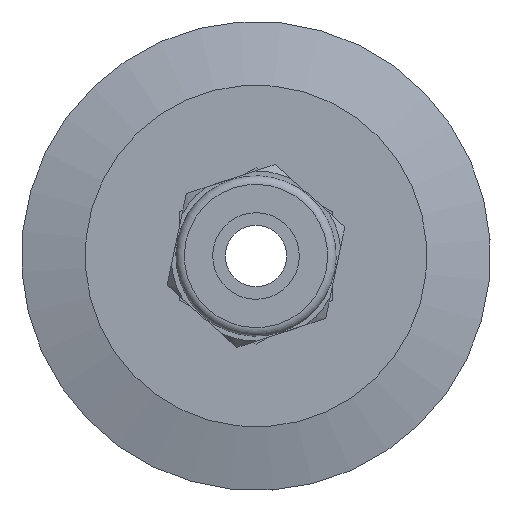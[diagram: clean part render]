
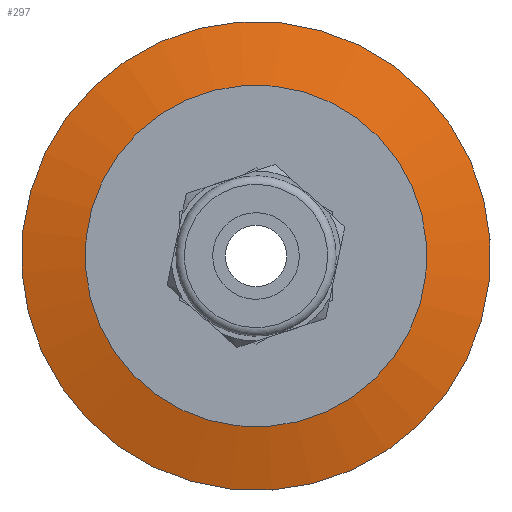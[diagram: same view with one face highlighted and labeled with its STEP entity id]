
A CAD part, left-side view. The second image highlights one B-rep face of the part: STEP entity #297.
In plain terms, the highlighted conical face has half-angle 75 degrees and reference radius 27.5 mm.
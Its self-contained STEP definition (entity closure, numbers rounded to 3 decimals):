
#297 = ADVANCED_FACE ( 'NONE', ( #6422, #8509 ), #5545, .T. ) ;
#1120 = CARTESIAN_POINT ( 'NONE',  ( -8.2, -13.902, -14.428 ) ) ;
#1486 = DIRECTION ( 'NONE',  ( 0., -0.694, -0.72 ) ) ;
#1660 = VERTEX_POINT ( 'NONE', #3203 ) ;
#2218 = CARTESIAN_POINT ( 'NONE',  ( -6.2, 0., 0. ) ) ;
#2417 = DIRECTION ( 'NONE',  ( 1., 0., 0. ) ) ;
#2859 = VERTEX_POINT ( 'NONE', #1120 ) ;
#3046 = EDGE_LOOP ( 'NONE', ( #6410 ) ) ;
#3203 = CARTESIAN_POINT ( 'NONE',  ( -6.2, -19.081, -19.804 ) ) ;
#3380 = AXIS2_PLACEMENT_3D ( 'NONE', #8233, #9009, #3980 ) ;
#3980 = DIRECTION ( 'NONE',  ( 0., -0.694, -0.72 ) ) ;
#4880 = ORIENTED_EDGE ( 'NONE', *, *, #5067, .T. ) ;
#5067 = EDGE_CURVE ( 'NONE', #2859, #2859, #7280, .T. ) ;
#5545 = CONICAL_SURFACE ( 'NONE', #7048, 27.5, 1.309 ) ;
#5910 = CARTESIAN_POINT ( 'NONE',  ( -6.2, 0., 0. ) ) ;
#6250 = EDGE_CURVE ( 'NONE', #1660, #1660, #7482, .T. ) ;
#6410 = ORIENTED_EDGE ( 'NONE', *, *, #6250, .F. ) ;
#6422 = FACE_BOUND ( 'NONE', #7920, .T. ) ;
#6483 = AXIS2_PLACEMENT_3D ( 'NONE', #2218, #7720, #1486 ) ;
#7048 = AXIS2_PLACEMENT_3D ( 'NONE', #5910, #2417, #8819 ) ;
#7280 = CIRCLE ( 'NONE', #3380, 20.036 ) ;
#7482 = CIRCLE ( 'NONE', #6483, 27.5 ) ;
#7720 = DIRECTION ( 'NONE',  ( 1., 0., 0. ) ) ;
#7920 = EDGE_LOOP ( 'NONE', ( #4880 ) ) ;
#8233 = CARTESIAN_POINT ( 'NONE',  ( -8.2, 0., 0. ) ) ;
#8509 = FACE_OUTER_BOUND ( 'NONE', #3046, .T. ) ;
#8819 = DIRECTION ( 'NONE',  ( 0., -0.694, -0.72 ) ) ;
#9009 = DIRECTION ( 'NONE',  ( 1., 0., 0. ) ) ;
